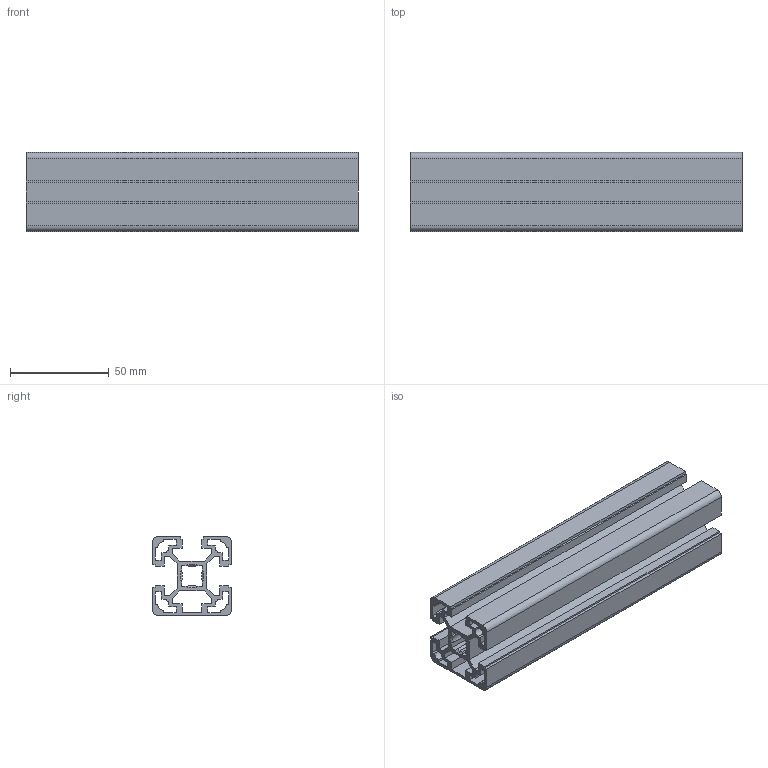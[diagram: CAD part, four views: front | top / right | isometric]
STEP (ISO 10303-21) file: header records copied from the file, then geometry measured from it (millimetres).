
FILE_DESCRIPTION(('STEP AP203'),'1');
FILE_NAME('cctmp_C6C35186-619C-4578-919A-D657E5C2C22D_2025_05_27_04_37_25_0769_20044..stp','2025-05-27T10:37:25',('KiM GmbH'),('CADClick - www.CADClick.com'),'Spatial InterOp 3D',' ','unknown authorization');
FILE_SCHEMA(('CONFIG_CONTROL_DESIGN'));
Length unit declared in the file: millimetre
Products named in the file (1): 1
Bounding box: 168 x 40 x 40 mm (x, y, z)
Volume: 96096.3 mm3; surface area: 91460.2 mm2
Topology: 1 solids, 1 shells, 162 faces, 476 edges, 316 vertices
Faces by surface type: plane 122, cylinder 28, cone 12
Entity records: 5388 total; most frequent: CARTESIAN_POINT 987, ORIENTED_EDGE 952, DIRECTION 854, EDGE_CURVE 476, LINE 392, VECTOR 392, VERTEX_POINT 316, AXIS2_PLACEMENT_3D 231
